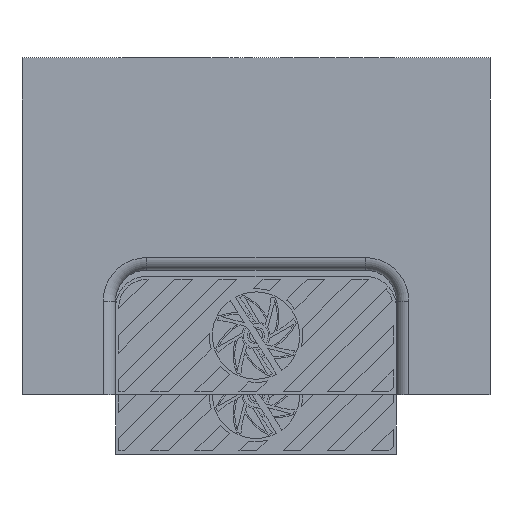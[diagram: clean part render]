
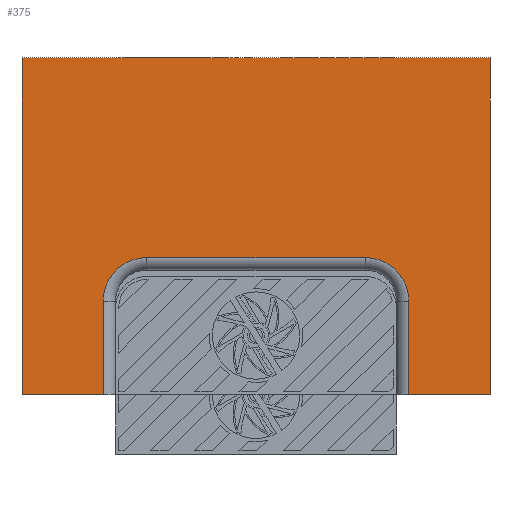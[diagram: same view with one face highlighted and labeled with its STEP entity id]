
A CAD part, front view. The second image highlights one B-rep face of the part: STEP entity #375.
In plain terms, the highlighted planar face has unit normal (0, -1, 0).
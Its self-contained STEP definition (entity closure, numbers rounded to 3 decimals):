
#375 = ADVANCED_FACE( '', ( #812 ), #813, .F. );
#812 = FACE_OUTER_BOUND( '', #1270, .T. );
#813 = PLANE( '', #1271 );
#1270 = EDGE_LOOP( '', ( #2874, #2875, #2876, #2877, #2878, #2879, #2880, #2881, #2882, #2883 ) );
#1271 = AXIS2_PLACEMENT_3D( '', #2884, #2885, #2886 );
#2874 = ORIENTED_EDGE( '', *, *, #3472, .T. );
#2875 = ORIENTED_EDGE( '', *, *, #3452, .T. );
#2876 = ORIENTED_EDGE( '', *, *, #3428, .T. );
#2877 = ORIENTED_EDGE( '', *, *, #3451, .F. );
#2878 = ORIENTED_EDGE( '', *, *, #3473, .F. );
#2879 = ORIENTED_EDGE( '', *, *, #3407, .T. );
#2880 = ORIENTED_EDGE( '', *, *, #3434, .T. );
#2881 = ORIENTED_EDGE( '', *, *, #3474, .T. );
#2882 = ORIENTED_EDGE( '', *, *, #3469, .T. );
#2883 = ORIENTED_EDGE( '', *, *, #3471, .T. );
#2884 = CARTESIAN_POINT( '', ( -37.5, -75., 54. ) );
#2885 = DIRECTION( '', ( 0., 1., 0. ) );
#2886 = DIRECTION( '', ( -1., 0., 0. ) );
#3407 = EDGE_CURVE( '', #4217, #4215, #4218, .T. );
#3428 = EDGE_CURVE( '', #4256, #4254, #4257, .T. );
#3434 = EDGE_CURVE( '', #4215, #4266, #4268, .T. );
#3451 = EDGE_CURVE( '', #4291, #4254, #4293, .T. );
#3452 = EDGE_CURVE( '', #4294, #4256, #4295, .F. );
#3469 = EDGE_CURVE( '', #4318, #4320, #4322, .T. );
#3471 = EDGE_CURVE( '', #4320, #4323, #4325, .F. );
#3472 = EDGE_CURVE( '', #4323, #4294, #4326, .T. );
#3473 = EDGE_CURVE( '', #4217, #4291, #4327, .T. );
#3474 = EDGE_CURVE( '', #4266, #4318, #4328, .F. );
#4215 = VERTEX_POINT( '', #5403 );
#4217 = VERTEX_POINT( '', #5406 );
#4218 = LINE( '', #5407, #5408 );
#4254 = VERTEX_POINT( '', #5456 );
#4256 = VERTEX_POINT( '', #5459 );
#4257 = LINE( '', #5460, #5461 );
#4266 = VERTEX_POINT( '', #5473 );
#4268 = LINE( '', #5475, #5476 );
#4291 = VERTEX_POINT( '', #5507 );
#4293 = LINE( '', #5510, #5511 );
#4294 = VERTEX_POINT( '', #5512 );
#4295 = LINE( '', #5513, #5514 );
#4318 = VERTEX_POINT( '', #5546 );
#4320 = VERTEX_POINT( '', #5548 );
#4322 = CIRCLE( '', #5550, 7. );
#4323 = VERTEX_POINT( '', #5551 );
#4325 = LINE( '', #5553, #5554 );
#4326 = CIRCLE( '', #5555, 7. );
#4327 = LINE( '', #5556, #5557 );
#4328 = LINE( '', #5558, #5559 );
#5403 = CARTESIAN_POINT( '', ( -37.5, -75., 0. ) );
#5406 = CARTESIAN_POINT( '', ( -37.5, -75., 54. ) );
#5407 = CARTESIAN_POINT( '', ( -37.5, -75., 54. ) );
#5408 = VECTOR( '', #6237, 1000. );
#5456 = CARTESIAN_POINT( '', ( 37.5, -75., 0. ) );
#5459 = CARTESIAN_POINT( '', ( 24.5, -75., 0. ) );
#5460 = CARTESIAN_POINT( '', ( -37.5, -75., 0. ) );
#5461 = VECTOR( '', #6272, 1000. );
#5473 = CARTESIAN_POINT( '', ( -24.5, -75., 0. ) );
#5475 = CARTESIAN_POINT( '', ( -37.5, -75., 0. ) );
#5476 = VECTOR( '', #6282, 1000. );
#5507 = CARTESIAN_POINT( '', ( 37.5, -75., 54. ) );
#5510 = CARTESIAN_POINT( '', ( 37.5, -75., 54. ) );
#5511 = VECTOR( '', #6313, 1000. );
#5512 = CARTESIAN_POINT( '', ( 24.5, -75., 15. ) );
#5513 = CARTESIAN_POINT( '', ( 24.5, -75., 54. ) );
#5514 = VECTOR( '', #6314, 1000. );
#5546 = CARTESIAN_POINT( '', ( -24.5, -75., 15. ) );
#5548 = CARTESIAN_POINT( '', ( -17.5, -75., 22. ) );
#5550 = AXIS2_PLACEMENT_3D( '', #6345, #6346, #6347 );
#5551 = CARTESIAN_POINT( '', ( 17.5, -75., 22. ) );
#5553 = CARTESIAN_POINT( '', ( -37.5, -75., 22. ) );
#5554 = VECTOR( '', #6351, 1000. );
#5555 = AXIS2_PLACEMENT_3D( '', #6352, #6353, #6354 );
#5556 = CARTESIAN_POINT( '', ( -37.5, -75., 54. ) );
#5557 = VECTOR( '', #6355, 1000. );
#5558 = CARTESIAN_POINT( '', ( -24.5, -75., 54. ) );
#5559 = VECTOR( '', #6356, 1000. );
#6237 = DIRECTION( '', ( 0., 0., -1. ) );
#6272 = DIRECTION( '', ( 1., 0., 0. ) );
#6282 = DIRECTION( '', ( 1., 0., 0. ) );
#6313 = DIRECTION( '', ( 0., 0., -1. ) );
#6314 = DIRECTION( '', ( 0., 0., 1. ) );
#6345 = CARTESIAN_POINT( '', ( -17.5, -75., 15. ) );
#6346 = DIRECTION( '', ( 0., 1., 0. ) );
#6347 = DIRECTION( '', ( -1., 0., 0. ) );
#6351 = DIRECTION( '', ( -1., 0., 0. ) );
#6352 = CARTESIAN_POINT( '', ( 17.5, -75., 15. ) );
#6353 = DIRECTION( '', ( 0., 1., 0. ) );
#6354 = DIRECTION( '', ( -1., 0., 0. ) );
#6355 = DIRECTION( '', ( 1., 0., 0. ) );
#6356 = DIRECTION( '', ( 0., 0., -1. ) );
